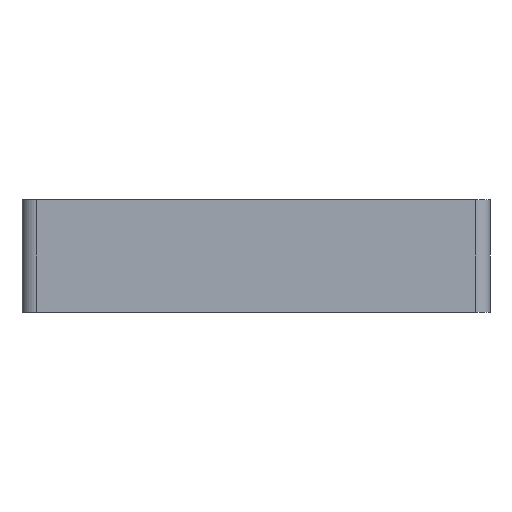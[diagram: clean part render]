
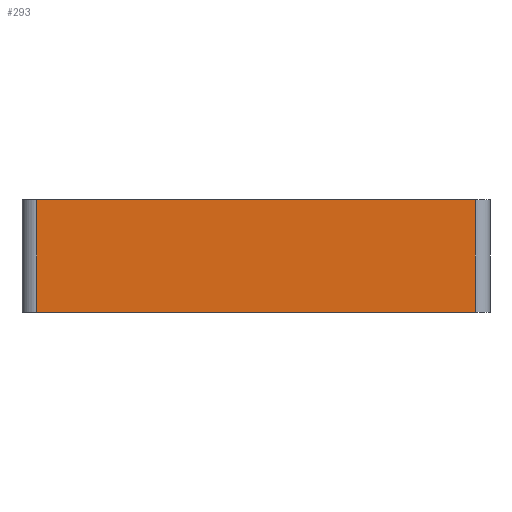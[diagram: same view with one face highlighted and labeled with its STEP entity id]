
A CAD part, front view. The second image highlights one B-rep face of the part: STEP entity #293.
In plain terms, the highlighted planar face has unit normal (0, -1, 0).
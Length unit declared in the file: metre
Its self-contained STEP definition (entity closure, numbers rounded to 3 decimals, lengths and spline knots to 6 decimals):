
#46=ORIENTED_EDGE('',*,*,#128,.F.);
#47=ORIENTED_EDGE('',*,*,#129,.T.);
#48=ORIENTED_EDGE('',*,*,#130,.T.);
#49=ORIENTED_EDGE('',*,*,#116,.T.);
#116=EDGE_CURVE('',#158,#157,#185,.T.);
#128=EDGE_CURVE('',#168,#157,#194,.T.);
#129=EDGE_CURVE('',#168,#169,#195,.T.);
#130=EDGE_CURVE('',#169,#158,#196,.T.);
#157=VERTEX_POINT('',#445);
#158=VERTEX_POINT('',#447);
#168=VERTEX_POINT('',#471);
#169=VERTEX_POINT('',#473);
#185=LINE('',#446,#219);
#194=LINE('',#470,#228);
#195=LINE('',#472,#229);
#196=LINE('',#474,#230);
#219=VECTOR('',#358,1.);
#228=VECTOR('',#377,1.);
#229=VECTOR('',#378,1.);
#230=VECTOR('',#379,1.);
#249=EDGE_LOOP('',(#46,#47,#48,#49));
#265=FACE_BOUND('',#249,.T.);
#281=PLANE('',#326);
#293=ADVANCED_FACE('',(#265),#281,.F.);
#326=AXIS2_PLACEMENT_3D('',#469,#375,#376);
#358=DIRECTION('',(-1.,0.,0.));
#375=DIRECTION('',(0.,1.,0.));
#376=DIRECTION('',(-1.,0.,0.));
#377=DIRECTION('',(0.,0.,1.));
#378=DIRECTION('',(1.,0.,0.));
#379=DIRECTION('',(0.,0.,1.));
#445=CARTESIAN_POINT('',(-0.02635,-0.0276,0.0125));
#446=CARTESIAN_POINT('',(0.,-0.0276,0.0125));
#447=CARTESIAN_POINT('',(0.02635,-0.0276,0.0125));
#469=CARTESIAN_POINT('',(0.,-0.0276,0.000248));
#470=CARTESIAN_POINT('',(-0.02635,-0.0276,0.000248));
#471=CARTESIAN_POINT('',(-0.02635,-0.0276,-0.001));
#472=CARTESIAN_POINT('',(-0.02835,-0.0276,-0.001));
#473=CARTESIAN_POINT('',(0.02635,-0.0276,-0.001));
#474=CARTESIAN_POINT('',(0.02635,-0.0276,0.000248));
